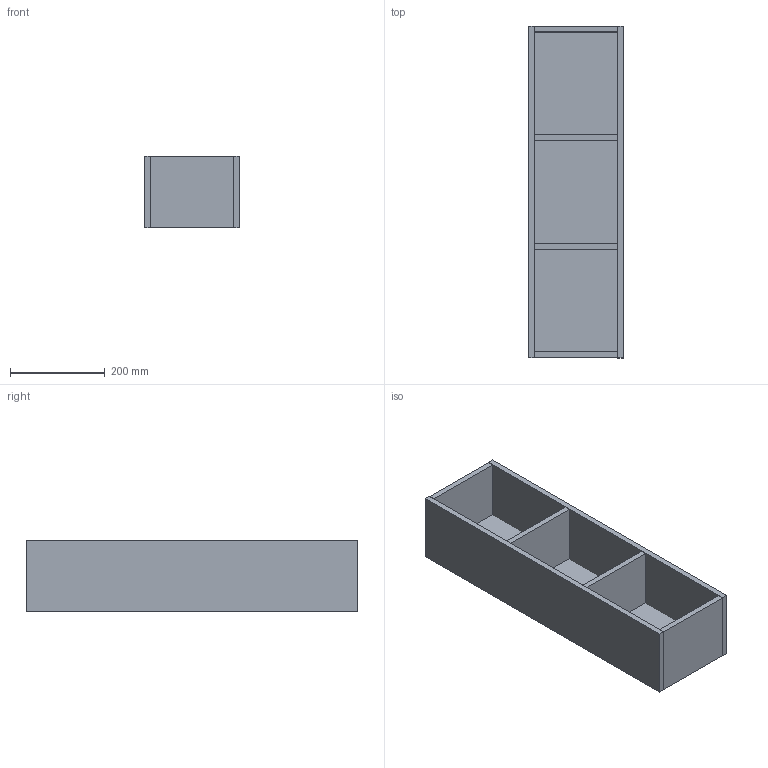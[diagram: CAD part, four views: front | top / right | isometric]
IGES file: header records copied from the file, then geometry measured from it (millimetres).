
Global section: file name: INFINITY CUBO ALTO_15.11.17; native system: Autodesk Inventor 2017; preprocessor: unknown; author: produccion; date: 20171222.093945; units: millimetre
Bounding box: 200 x 700 x 150 mm (x, y, z)
Volume: 5937475.4 mm3; surface area: 988094.3 mm2
Topology: 7 solids, 7 shells, 116 faces, 216 edges, 144 vertices
Faces by surface type: bspline 116
